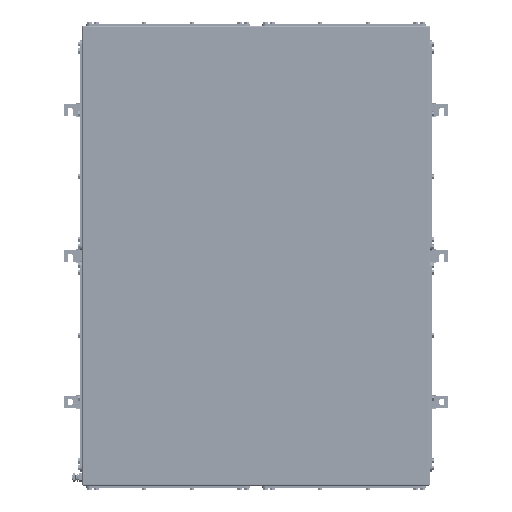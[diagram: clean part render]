
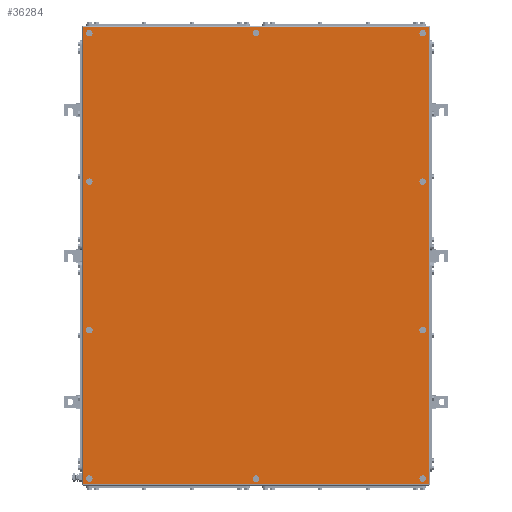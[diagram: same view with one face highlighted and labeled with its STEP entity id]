
A CAD part, top view. The second image highlights one B-rep face of the part: STEP entity #36284.
In plain terms, the highlighted planar face has unit normal (0, 0, 1).
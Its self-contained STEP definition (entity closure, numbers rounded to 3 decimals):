
#36050=AXIS2_PLACEMENT_3D('Circle Axis2P3D',#36048,#36049,$) ;
#36077=AXIS2_PLACEMENT_3D('Plane Axis2P3D',#36074,#36075,#36076) ;
#36115=AXIS2_PLACEMENT_3D('Circle Axis2P3D',#36113,#36114,$) ;
#36124=AXIS2_PLACEMENT_3D('Circle Axis2P3D',#36122,#36123,$) ;
#36133=AXIS2_PLACEMENT_3D('Circle Axis2P3D',#36131,#36132,$) ;
#36142=AXIS2_PLACEMENT_3D('Circle Axis2P3D',#36140,#36141,$) ;
#36151=AXIS2_PLACEMENT_3D('Circle Axis2P3D',#36149,#36150,$) ;
#36160=AXIS2_PLACEMENT_3D('Circle Axis2P3D',#36158,#36159,$) ;
#36169=AXIS2_PLACEMENT_3D('Circle Axis2P3D',#36167,#36168,$) ;
#36178=AXIS2_PLACEMENT_3D('Circle Axis2P3D',#36176,#36177,$) ;
#36187=AXIS2_PLACEMENT_3D('Circle Axis2P3D',#36185,#36186,$) ;
#36196=AXIS2_PLACEMENT_3D('Circle Axis2P3D',#36194,#36195,$) ;
#36205=AXIS2_PLACEMENT_3D('Circle Axis2P3D',#36203,#36204,$) ;
#36214=AXIS2_PLACEMENT_3D('Circle Axis2P3D',#36212,#36213,$) ;
#36223=AXIS2_PLACEMENT_3D('Circle Axis2P3D',#36221,#36222,$) ;
#36232=AXIS2_PLACEMENT_3D('Circle Axis2P3D',#36230,#36231,$) ;
#36241=AXIS2_PLACEMENT_3D('Circle Axis2P3D',#36239,#36240,$) ;
#36250=AXIS2_PLACEMENT_3D('Circle Axis2P3D',#36248,#36249,$) ;
#36259=AXIS2_PLACEMENT_3D('Circle Axis2P3D',#36257,#36258,$) ;
#36268=AXIS2_PLACEMENT_3D('Circle Axis2P3D',#36266,#36267,$) ;
#36277=AXIS2_PLACEMENT_3D('Circle Axis2P3D',#36275,#36276,$) ;
#36045=CARTESIAN_POINT('Vertex',(56.5,659.167,203.5)) ;
#36048=CARTESIAN_POINT('Axis2P3D Location',(53.,659.167,203.5)) ;
#36052=CARTESIAN_POINT('Vertex',(49.5,659.167,203.5)) ;
#36074=CARTESIAN_POINT('Axis2P3D Location',(410.5,501.,203.5)) ;
#36079=CARTESIAN_POINT('Line Origine',(410.5,990.5,203.5)) ;
#36083=CARTESIAN_POINT('Vertex',(780.,990.5,203.5)) ;
#36085=CARTESIAN_POINT('Vertex',(41.,990.5,203.5)) ;
#36088=CARTESIAN_POINT('Line Origine',(41.,501.,203.5)) ;
#36092=CARTESIAN_POINT('Vertex',(41.,11.5,203.5)) ;
#36095=CARTESIAN_POINT('Line Origine',(410.5,11.5,203.5)) ;
#36099=CARTESIAN_POINT('Vertex',(780.,11.5,203.5)) ;
#36102=CARTESIAN_POINT('Line Origine',(780.,501.,203.5)) ;
#36113=CARTESIAN_POINT('Axis2P3D Location',(53.,659.167,203.5)) ;
#36122=CARTESIAN_POINT('Axis2P3D Location',(53.,342.833,203.5)) ;
#36126=CARTESIAN_POINT('Vertex',(49.5,342.833,203.5)) ;
#36128=CARTESIAN_POINT('Vertex',(56.5,342.833,203.5)) ;
#36131=CARTESIAN_POINT('Axis2P3D Location',(53.,342.833,203.5)) ;
#36140=CARTESIAN_POINT('Axis2P3D Location',(768.,342.833,203.5)) ;
#36144=CARTESIAN_POINT('Vertex',(771.5,342.833,203.5)) ;
#36146=CARTESIAN_POINT('Vertex',(764.5,342.833,203.5)) ;
#36149=CARTESIAN_POINT('Axis2P3D Location',(768.,342.833,203.5)) ;
#36158=CARTESIAN_POINT('Axis2P3D Location',(768.,659.167,203.5)) ;
#36162=CARTESIAN_POINT('Vertex',(771.5,659.167,203.5)) ;
#36164=CARTESIAN_POINT('Vertex',(764.5,659.167,203.5)) ;
#36167=CARTESIAN_POINT('Axis2P3D Location',(768.,659.167,203.5)) ;
#36176=CARTESIAN_POINT('Axis2P3D Location',(410.5,23.5,203.5)) ;
#36180=CARTESIAN_POINT('Vertex',(414.,23.5,203.5)) ;
#36182=CARTESIAN_POINT('Vertex',(407.,23.5,203.5)) ;
#36185=CARTESIAN_POINT('Axis2P3D Location',(410.5,23.5,203.5)) ;
#36194=CARTESIAN_POINT('Axis2P3D Location',(410.5,978.5,203.5)) ;
#36198=CARTESIAN_POINT('Vertex',(414.,978.5,203.5)) ;
#36200=CARTESIAN_POINT('Vertex',(407.,978.5,203.5)) ;
#36203=CARTESIAN_POINT('Axis2P3D Location',(410.5,978.5,203.5)) ;
#36212=CARTESIAN_POINT('Axis2P3D Location',(53.,978.5,203.5)) ;
#36216=CARTESIAN_POINT('Vertex',(49.5,978.5,203.5)) ;
#36218=CARTESIAN_POINT('Vertex',(56.5,978.5,203.5)) ;
#36221=CARTESIAN_POINT('Axis2P3D Location',(53.,978.5,203.5)) ;
#36230=CARTESIAN_POINT('Axis2P3D Location',(53.,23.5,203.5)) ;
#36234=CARTESIAN_POINT('Vertex',(49.5,23.5,203.5)) ;
#36236=CARTESIAN_POINT('Vertex',(56.5,23.5,203.5)) ;
#36239=CARTESIAN_POINT('Axis2P3D Location',(53.,23.5,203.5)) ;
#36248=CARTESIAN_POINT('Axis2P3D Location',(768.,23.5,203.5)) ;
#36252=CARTESIAN_POINT('Vertex',(771.5,23.5,203.5)) ;
#36254=CARTESIAN_POINT('Vertex',(764.5,23.5,203.5)) ;
#36257=CARTESIAN_POINT('Axis2P3D Location',(768.,23.5,203.5)) ;
#36266=CARTESIAN_POINT('Axis2P3D Location',(768.,978.5,203.5)) ;
#36270=CARTESIAN_POINT('Vertex',(771.5,978.5,203.5)) ;
#36272=CARTESIAN_POINT('Vertex',(764.5,978.5,203.5)) ;
#36275=CARTESIAN_POINT('Axis2P3D Location',(768.,978.5,203.5)) ;
#36049=DIRECTION('Axis2P3D Direction',(0.,0.,1.)) ;
#36075=DIRECTION('Axis2P3D Direction',(0.,0.,1.)) ;
#36076=DIRECTION('Axis2P3D XDirection',(1.,0.,0.)) ;
#36080=DIRECTION('Vector Direction',(1.,0.,0.)) ;
#36089=DIRECTION('Vector Direction',(0.,-1.,0.)) ;
#36096=DIRECTION('Vector Direction',(1.,0.,0.)) ;
#36103=DIRECTION('Vector Direction',(0.,1.,0.)) ;
#36114=DIRECTION('Axis2P3D Direction',(0.,0.,1.)) ;
#36123=DIRECTION('Axis2P3D Direction',(0.,0.,1.)) ;
#36132=DIRECTION('Axis2P3D Direction',(0.,0.,1.)) ;
#36141=DIRECTION('Axis2P3D Direction',(0.,0.,1.)) ;
#36150=DIRECTION('Axis2P3D Direction',(0.,0.,1.)) ;
#36159=DIRECTION('Axis2P3D Direction',(0.,0.,1.)) ;
#36168=DIRECTION('Axis2P3D Direction',(0.,0.,1.)) ;
#36177=DIRECTION('Axis2P3D Direction',(0.,0.,1.)) ;
#36186=DIRECTION('Axis2P3D Direction',(0.,0.,1.)) ;
#36195=DIRECTION('Axis2P3D Direction',(0.,0.,1.)) ;
#36204=DIRECTION('Axis2P3D Direction',(0.,0.,1.)) ;
#36213=DIRECTION('Axis2P3D Direction',(0.,0.,1.)) ;
#36222=DIRECTION('Axis2P3D Direction',(0.,0.,1.)) ;
#36231=DIRECTION('Axis2P3D Direction',(0.,0.,1.)) ;
#36240=DIRECTION('Axis2P3D Direction',(0.,0.,1.)) ;
#36249=DIRECTION('Axis2P3D Direction',(0.,0.,1.)) ;
#36258=DIRECTION('Axis2P3D Direction',(0.,0.,1.)) ;
#36267=DIRECTION('Axis2P3D Direction',(0.,0.,1.)) ;
#36276=DIRECTION('Axis2P3D Direction',(0.,0.,1.)) ;
#36081=VECTOR('Line Direction',#36080,1.) ;
#36090=VECTOR('Line Direction',#36089,1.) ;
#36097=VECTOR('Line Direction',#36096,1.) ;
#36104=VECTOR('Line Direction',#36103,1.) ;
#36108=ORIENTED_EDGE('',*,*,#36087,.T.) ;
#36109=ORIENTED_EDGE('',*,*,#36094,.T.) ;
#36110=ORIENTED_EDGE('',*,*,#36101,.T.) ;
#36111=ORIENTED_EDGE('',*,*,#36106,.T.) ;
#36119=ORIENTED_EDGE('',*,*,#36117,.F.) ;
#36120=ORIENTED_EDGE('',*,*,#36054,.F.) ;
#36137=ORIENTED_EDGE('',*,*,#36130,.F.) ;
#36138=ORIENTED_EDGE('',*,*,#36135,.F.) ;
#36155=ORIENTED_EDGE('',*,*,#36148,.F.) ;
#36156=ORIENTED_EDGE('',*,*,#36153,.F.) ;
#36173=ORIENTED_EDGE('',*,*,#36166,.F.) ;
#36174=ORIENTED_EDGE('',*,*,#36171,.F.) ;
#36191=ORIENTED_EDGE('',*,*,#36184,.F.) ;
#36192=ORIENTED_EDGE('',*,*,#36189,.F.) ;
#36209=ORIENTED_EDGE('',*,*,#36202,.F.) ;
#36210=ORIENTED_EDGE('',*,*,#36207,.F.) ;
#36227=ORIENTED_EDGE('',*,*,#36220,.F.) ;
#36228=ORIENTED_EDGE('',*,*,#36225,.F.) ;
#36245=ORIENTED_EDGE('',*,*,#36238,.F.) ;
#36246=ORIENTED_EDGE('',*,*,#36243,.F.) ;
#36263=ORIENTED_EDGE('',*,*,#36256,.F.) ;
#36264=ORIENTED_EDGE('',*,*,#36261,.F.) ;
#36281=ORIENTED_EDGE('',*,*,#36274,.F.) ;
#36282=ORIENTED_EDGE('',*,*,#36279,.F.) ;
#36121=FACE_BOUND('',#36118,.T.) ;
#36139=FACE_BOUND('',#36136,.T.) ;
#36157=FACE_BOUND('',#36154,.T.) ;
#36175=FACE_BOUND('',#36172,.T.) ;
#36193=FACE_BOUND('',#36190,.T.) ;
#36211=FACE_BOUND('',#36208,.T.) ;
#36229=FACE_BOUND('',#36226,.T.) ;
#36247=FACE_BOUND('',#36244,.T.) ;
#36265=FACE_BOUND('',#36262,.T.) ;
#36283=FACE_BOUND('',#36280,.T.) ;
#36284=ADVANCED_FACE('ZUB_KTB_FS_987420_4GP_AllCATPart.1\\ZUB_DE_KTB_FS_480x480.1\\DE_KTB_MH_PART_MASTER.1\\Koerper.2',(#36112,#36121,#36139,#36157,#36175,#36193,#36211,#36229,#36247,#36265,#36283),#36078,.T.) ;
#36051=CIRCLE('generated circle',#36050,3.5) ;
#36116=CIRCLE('generated circle',#36115,3.5) ;
#36125=CIRCLE('generated circle',#36124,3.5) ;
#36134=CIRCLE('generated circle',#36133,3.5) ;
#36143=CIRCLE('generated circle',#36142,3.5) ;
#36152=CIRCLE('generated circle',#36151,3.5) ;
#36161=CIRCLE('generated circle',#36160,3.5) ;
#36170=CIRCLE('generated circle',#36169,3.5) ;
#36179=CIRCLE('generated circle',#36178,3.5) ;
#36188=CIRCLE('generated circle',#36187,3.5) ;
#36197=CIRCLE('generated circle',#36196,3.5) ;
#36206=CIRCLE('generated circle',#36205,3.5) ;
#36215=CIRCLE('generated circle',#36214,3.5) ;
#36224=CIRCLE('generated circle',#36223,3.5) ;
#36233=CIRCLE('generated circle',#36232,3.5) ;
#36242=CIRCLE('generated circle',#36241,3.5) ;
#36251=CIRCLE('generated circle',#36250,3.5) ;
#36260=CIRCLE('generated circle',#36259,3.5) ;
#36269=CIRCLE('generated circle',#36268,3.5) ;
#36278=CIRCLE('generated circle',#36277,3.5) ;
#36054=EDGE_CURVE('',#36046,#36053,#36051,.T.) ;
#36087=EDGE_CURVE('',#36084,#36086,#36082,.F.) ;
#36094=EDGE_CURVE('',#36086,#36093,#36091,.T.) ;
#36101=EDGE_CURVE('',#36093,#36100,#36098,.T.) ;
#36106=EDGE_CURVE('',#36100,#36084,#36105,.T.) ;
#36117=EDGE_CURVE('',#36053,#36046,#36116,.T.) ;
#36130=EDGE_CURVE('',#36127,#36129,#36125,.T.) ;
#36135=EDGE_CURVE('',#36129,#36127,#36134,.T.) ;
#36148=EDGE_CURVE('',#36145,#36147,#36143,.T.) ;
#36153=EDGE_CURVE('',#36147,#36145,#36152,.T.) ;
#36166=EDGE_CURVE('',#36163,#36165,#36161,.T.) ;
#36171=EDGE_CURVE('',#36165,#36163,#36170,.T.) ;
#36184=EDGE_CURVE('',#36181,#36183,#36179,.T.) ;
#36189=EDGE_CURVE('',#36183,#36181,#36188,.T.) ;
#36202=EDGE_CURVE('',#36199,#36201,#36197,.T.) ;
#36207=EDGE_CURVE('',#36201,#36199,#36206,.T.) ;
#36220=EDGE_CURVE('',#36217,#36219,#36215,.T.) ;
#36225=EDGE_CURVE('',#36219,#36217,#36224,.T.) ;
#36238=EDGE_CURVE('',#36235,#36237,#36233,.T.) ;
#36243=EDGE_CURVE('',#36237,#36235,#36242,.T.) ;
#36256=EDGE_CURVE('',#36253,#36255,#36251,.T.) ;
#36261=EDGE_CURVE('',#36255,#36253,#36260,.T.) ;
#36274=EDGE_CURVE('',#36271,#36273,#36269,.T.) ;
#36279=EDGE_CURVE('',#36273,#36271,#36278,.T.) ;
#36107=EDGE_LOOP('',(#36108,#36109,#36110,#36111)) ;
#36118=EDGE_LOOP('',(#36119,#36120)) ;
#36136=EDGE_LOOP('',(#36137,#36138)) ;
#36154=EDGE_LOOP('',(#36155,#36156)) ;
#36172=EDGE_LOOP('',(#36173,#36174)) ;
#36190=EDGE_LOOP('',(#36191,#36192)) ;
#36208=EDGE_LOOP('',(#36209,#36210)) ;
#36226=EDGE_LOOP('',(#36227,#36228)) ;
#36244=EDGE_LOOP('',(#36245,#36246)) ;
#36262=EDGE_LOOP('',(#36263,#36264)) ;
#36280=EDGE_LOOP('',(#36281,#36282)) ;
#36112=FACE_OUTER_BOUND('',#36107,.T.) ;
#36082=LINE('Line',#36079,#36081) ;
#36091=LINE('Line',#36088,#36090) ;
#36098=LINE('Line',#36095,#36097) ;
#36105=LINE('Line',#36102,#36104) ;
#36078=PLANE('',#36077) ;
#36046=VERTEX_POINT('',#36045) ;
#36053=VERTEX_POINT('',#36052) ;
#36084=VERTEX_POINT('',#36083) ;
#36086=VERTEX_POINT('',#36085) ;
#36093=VERTEX_POINT('',#36092) ;
#36100=VERTEX_POINT('',#36099) ;
#36127=VERTEX_POINT('',#36126) ;
#36129=VERTEX_POINT('',#36128) ;
#36145=VERTEX_POINT('',#36144) ;
#36147=VERTEX_POINT('',#36146) ;
#36163=VERTEX_POINT('',#36162) ;
#36165=VERTEX_POINT('',#36164) ;
#36181=VERTEX_POINT('',#36180) ;
#36183=VERTEX_POINT('',#36182) ;
#36199=VERTEX_POINT('',#36198) ;
#36201=VERTEX_POINT('',#36200) ;
#36217=VERTEX_POINT('',#36216) ;
#36219=VERTEX_POINT('',#36218) ;
#36235=VERTEX_POINT('',#36234) ;
#36237=VERTEX_POINT('',#36236) ;
#36253=VERTEX_POINT('',#36252) ;
#36255=VERTEX_POINT('',#36254) ;
#36271=VERTEX_POINT('',#36270) ;
#36273=VERTEX_POINT('',#36272) ;
